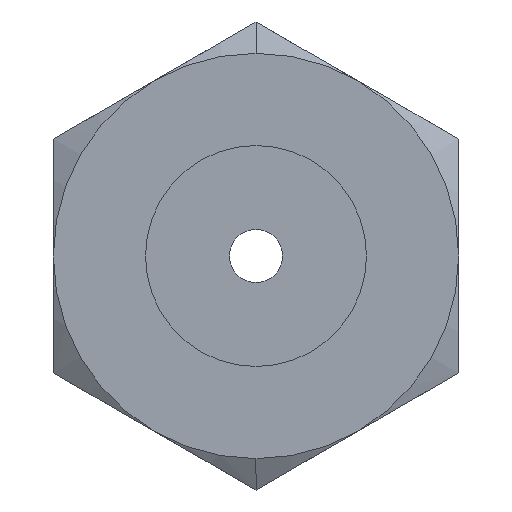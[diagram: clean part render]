
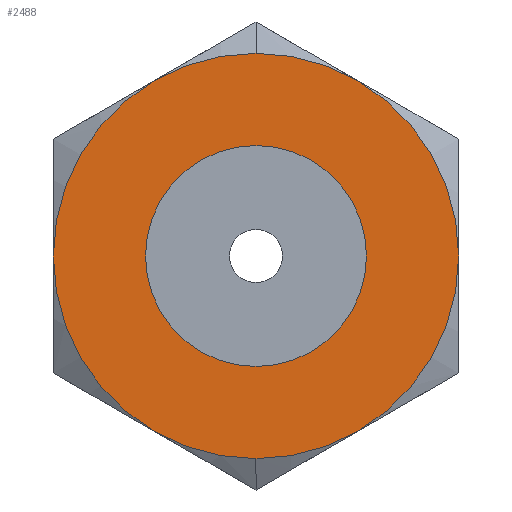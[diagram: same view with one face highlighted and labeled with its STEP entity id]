
A CAD part, left-side view. The second image highlights one B-rep face of the part: STEP entity #2488.
In plain terms, the highlighted planar face has unit normal (-1, 0, 0).
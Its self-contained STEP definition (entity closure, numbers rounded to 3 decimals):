
#251 = DIRECTION ( 'NONE',  ( 1., 0., 0. ) ) ;
#403 = VERTEX_POINT ( 'NONE', #7787 ) ;
#564 = CARTESIAN_POINT ( 'NONE',  ( 0., 0., 4.365 ) ) ;
#819 = EDGE_CURVE ( 'NONE', #403, #5135, #5546, .T. ) ;
#1938 = FACE_BOUND ( 'NONE', #3190, .T. ) ;
#2074 = CARTESIAN_POINT ( 'NONE',  ( 0., 0., -8.73 ) ) ;
#2202 = ORIENTED_EDGE ( 'NONE', *, *, #6179, .F. ) ;
#2488 = ADVANCED_FACE ( 'NONE', ( #1938, #7156 ), #2512, .T. ) ;
#2512 = PLANE ( 'NONE',  #4541 ) ;
#2618 = CARTESIAN_POINT ( 'NONE',  ( 0., 0., 0. ) ) ;
#2677 = DIRECTION ( 'NONE',  ( 0., 0., 1. ) ) ;
#3190 = EDGE_LOOP ( 'NONE', ( #3337, #5219 ) ) ;
#3337 = ORIENTED_EDGE ( 'NONE', *, *, #3441, .T. ) ;
#3441 = EDGE_CURVE ( 'NONE', #7608, #3753, #7457, .T. ) ;
#3480 = CARTESIAN_POINT ( 'NONE',  ( 0., 0., 0. ) ) ;
#3676 = DIRECTION ( 'NONE',  ( 1., 0., 0. ) ) ;
#3753 = VERTEX_POINT ( 'NONE', #5072 ) ;
#3851 = DIRECTION ( 'NONE',  ( -1., 0., 0. ) ) ;
#4157 = CARTESIAN_POINT ( 'NONE',  ( 0., 0., -4.76 ) ) ;
#4189 = DIRECTION ( 'NONE',  ( 1., 0., 0. ) ) ;
#4244 = CARTESIAN_POINT ( 'NONE',  ( 0., 0., 0. ) ) ;
#4298 = AXIS2_PLACEMENT_3D ( 'NONE', #4244, #251, #8358 ) ;
#4391 = EDGE_CURVE ( 'NONE', #3753, #7608, #5734, .T. ) ;
#4427 = CARTESIAN_POINT ( 'NONE',  ( 0., 0., 0. ) ) ;
#4541 = AXIS2_PLACEMENT_3D ( 'NONE', #564, #3851, #2677 ) ;
#5072 = CARTESIAN_POINT ( 'NONE',  ( 0., 0., 4.76 ) ) ;
#5135 = VERTEX_POINT ( 'NONE', #2074 ) ;
#5219 = ORIENTED_EDGE ( 'NONE', *, *, #4391, .T. ) ;
#5546 = CIRCLE ( 'NONE', #4298, 8.73 ) ;
#5571 = AXIS2_PLACEMENT_3D ( 'NONE', #3480, #4189, #6862 ) ;
#5699 = DIRECTION ( 'NONE',  ( 0., 0., 1. ) ) ;
#5734 = CIRCLE ( 'NONE', #6437, 4.76 ) ;
#6179 = EDGE_CURVE ( 'NONE', #5135, #403, #8366, .T. ) ;
#6437 = AXIS2_PLACEMENT_3D ( 'NONE', #4427, #3676, #5699 ) ;
#6539 = ORIENTED_EDGE ( 'NONE', *, *, #819, .F. ) ;
#6773 = DIRECTION ( 'NONE',  ( 0., 0., -1. ) ) ;
#6815 = DIRECTION ( 'NONE',  ( 1., 0., 0. ) ) ;
#6862 = DIRECTION ( 'NONE',  ( 0., 0., -1. ) ) ;
#7156 = FACE_OUTER_BOUND ( 'NONE', #8288, .T. ) ;
#7316 = AXIS2_PLACEMENT_3D ( 'NONE', #2618, #6815, #6773 ) ;
#7457 = CIRCLE ( 'NONE', #7316, 4.76 ) ;
#7608 = VERTEX_POINT ( 'NONE', #4157 ) ;
#7787 = CARTESIAN_POINT ( 'NONE',  ( 0., 0., 8.73 ) ) ;
#8288 = EDGE_LOOP ( 'NONE', ( #6539, #2202 ) ) ;
#8358 = DIRECTION ( 'NONE',  ( 0., 0., 1. ) ) ;
#8366 = CIRCLE ( 'NONE', #5571, 8.73 ) ;
